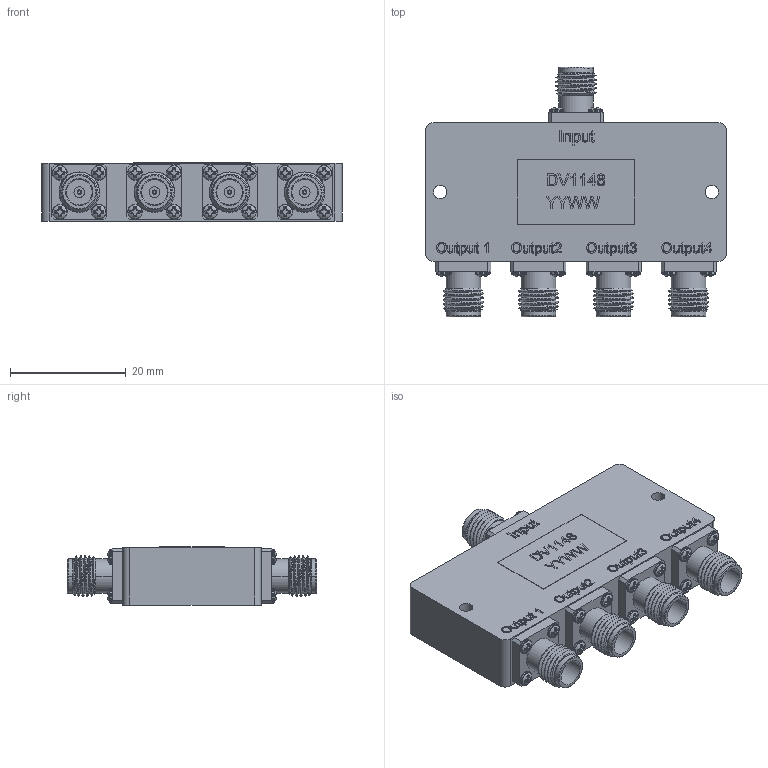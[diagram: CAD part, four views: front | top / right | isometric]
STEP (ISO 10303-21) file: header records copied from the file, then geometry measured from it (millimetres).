
FILE_DESCRIPTION (( 'STEP AP214' ), '1' );
FILE_NAME ('FMDV1148_3D.step', '2023-03-08T23:07:01', ( '' ), ( '' ), 'SwSTEP 2.0', 'SolidWorks 2022', '' );
FILE_SCHEMA (( 'AUTOMOTIVE_DESIGN' ));
Products named in the file (1): FMDV1148_3D
Bounding box: 52 x 43.15 x 10.08 mm (x, y, z)
Volume: 13954.9 mm3; surface area: 6797.5 mm2
Topology: 1 solids, 29 shells, 2354 faces, 6391 edges, 4239 vertices
Faces by surface type: plane 974, cylinder 797, bspline 293, cone 180, torus 90, sphere 20
Entity records: 118010 total; most frequent: CARTESIAN_POINT 63008, ORIENTED_EDGE 12742, DIRECTION 9968, EDGE_CURVE 6371, VERTEX_POINT 4239, AXIS2_PLACEMENT_3D 3531, LINE 2906, VECTOR 2906
